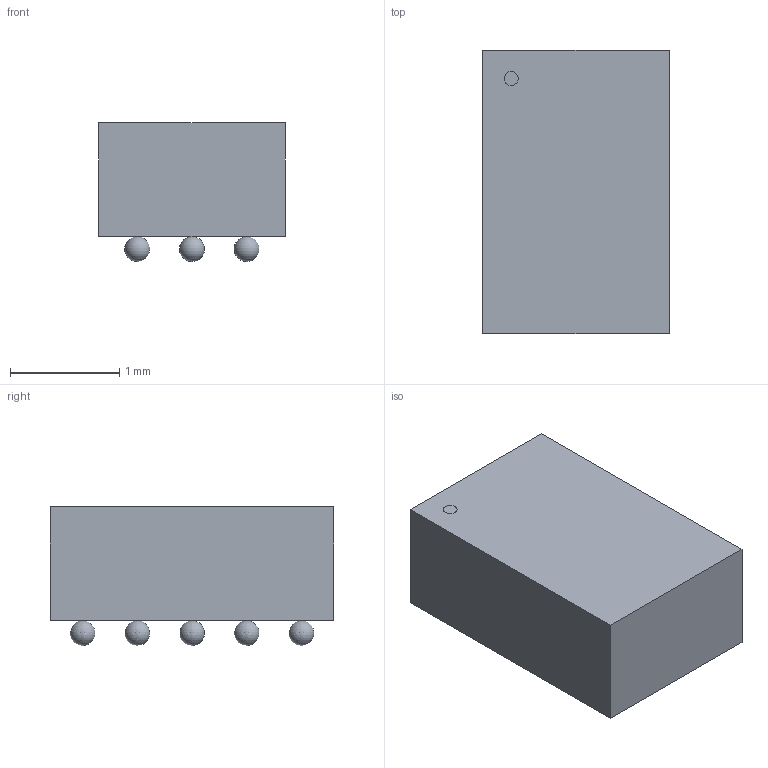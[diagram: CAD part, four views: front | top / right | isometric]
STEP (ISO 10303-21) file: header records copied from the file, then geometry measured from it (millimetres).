
FILE_DESCRIPTION(('STEP AP214'),'1');
FILE_NAME('BGA_746YAHR_TEX','2023-10-16T10:29:38',(''),(''),'','','');
FILE_SCHEMA(('AUTOMOTIVE_DESIGN'));
Length unit declared in the file: millimetre
Products named in the file (1): product
Bounding box: 1.7 x 2.59 x 1.27 mm (x, y, z)
Volume: 4.7 mm3; surface area: 20.3 mm2
Topology: 17 solids, 17 shells, 24 faces, 60 edges, 40 vertices
Faces by surface type: sphere 15, plane 8, cylinder 1
Full cylindrical faces by diameter (mm): 0.13 x1
Entity records: 508 total; most frequent: DIRECTION 68, CARTESIAN_POINT 38, AXIS2_PLACEMENT_3D 28, ORIENTED_EDGE 28, STYLED_ITEM 24, ADVANCED_FACE 24, PRESENTATION_STYLE_ASSIGNMENT 17, SURFACE_STYLE_USAGE 17
